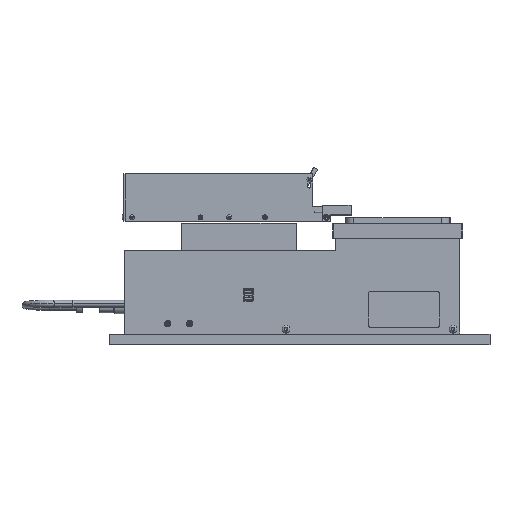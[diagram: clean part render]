
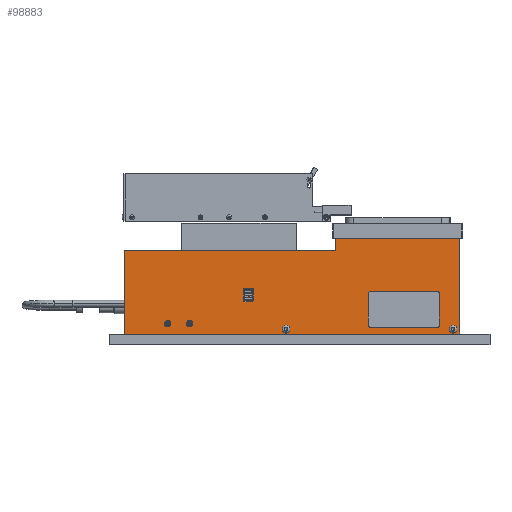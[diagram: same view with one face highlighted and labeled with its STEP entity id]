
A CAD part, front view. The second image highlights one B-rep face of the part: STEP entity #98883.
In plain terms, the highlighted face is planar.
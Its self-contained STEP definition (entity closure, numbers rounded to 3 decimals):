
#1743=FACE_BOUND('',#30126,.T.);
#1744=FACE_BOUND('',#30127,.T.);
#1745=FACE_BOUND('',#30128,.T.);
#1746=FACE_BOUND('',#30129,.T.);
#1747=FACE_BOUND('',#30130,.T.);
#4623=LINE('',#146985,#14400);
#4637=LINE('',#147040,#14414);
#4643=LINE('',#147055,#14420);
#4647=LINE('',#147067,#14424);
#4650=LINE('',#147076,#14427);
#4697=LINE('',#147228,#14474);
#4702=LINE('',#147237,#14479);
#4706=LINE('',#147243,#14483);
#4707=LINE('',#147246,#14484);
#4716=LINE('',#147264,#14493);
#14400=VECTOR('',#118568,10.);
#14414=VECTOR('',#118612,10.);
#14420=VECTOR('',#118626,10.);
#14424=VECTOR('',#118638,10.);
#14427=VECTOR('',#118649,10.);
#14474=VECTOR('',#118816,10.);
#14479=VECTOR('',#118823,10.);
#14483=VECTOR('',#118829,10.);
#14484=VECTOR('',#118832,10.);
#14493=VECTOR('',#118855,10.);
#24748=FACE_OUTER_BOUND('',#30125,.T.);
#30125=EDGE_LOOP('',(#68539,#68540,#68541,#68542,#68543,#68544));
#30126=EDGE_LOOP('',(#68545,#68546,#68547,#68548,#68549,#68550,#68551,#68552));
#30127=EDGE_LOOP('',(#68553));
#30128=EDGE_LOOP('',(#68554));
#30129=EDGE_LOOP('',(#68555));
#30130=EDGE_LOOP('',(#68556));
#35884=CIRCLE('',#105657,1.);
#35886=CIRCLE('',#105661,1.);
#35888=CIRCLE('',#105665,1.);
#35890=CIRCLE('',#105669,1.);
#35893=CIRCLE('',#105674,1.7);
#35898=CIRCLE('',#105681,1.7);
#35915=CIRCLE('',#105724,2.375);
#35919=CIRCLE('',#105730,2.375);
#40271=VERTEX_POINT('',#146982);
#40272=VERTEX_POINT('',#146984);
#40294=VERTEX_POINT('',#147030);
#40295=VERTEX_POINT('',#147031);
#40298=VERTEX_POINT('',#147039);
#40300=VERTEX_POINT('',#147045);
#40301=VERTEX_POINT('',#147046);
#40304=VERTEX_POINT('',#147057);
#40305=VERTEX_POINT('',#147058);
#40308=VERTEX_POINT('',#147069);
#40311=VERTEX_POINT('',#147080);
#40316=VERTEX_POINT('',#147094);
#40347=VERTEX_POINT('',#147208);
#40351=VERTEX_POINT('',#147220);
#40352=VERTEX_POINT('',#147224);
#40354=VERTEX_POINT('',#147227);
#40356=VERTEX_POINT('',#147233);
#40359=VERTEX_POINT('',#147245);
#50768=EDGE_CURVE('',#40271,#40272,#4623,.T.);
#50791=EDGE_CURVE('',#40294,#40295,#35884,.T.);
#50795=EDGE_CURVE('',#40298,#40295,#4637,.T.);
#50798=EDGE_CURVE('',#40300,#40301,#35886,.T.);
#50803=EDGE_CURVE('',#40294,#40301,#4643,.T.);
#50804=EDGE_CURVE('',#40304,#40305,#35888,.T.);
#50809=EDGE_CURVE('',#40300,#40305,#4647,.T.);
#50810=EDGE_CURVE('',#40298,#40308,#35890,.T.);
#50814=EDGE_CURVE('',#40304,#40308,#4650,.T.);
#50817=EDGE_CURVE('',#40311,#40311,#35893,.T.);
#50824=EDGE_CURVE('',#40316,#40316,#35898,.T.);
#50881=EDGE_CURVE('',#40347,#40347,#35915,.T.);
#50887=EDGE_CURVE('',#40351,#40351,#35919,.T.);
#50889=EDGE_CURVE('',#40352,#40354,#4697,.T.);
#50894=EDGE_CURVE('',#40354,#40356,#4702,.T.);
#50898=EDGE_CURVE('',#40272,#40352,#4706,.T.);
#50899=EDGE_CURVE('',#40359,#40356,#4707,.T.);
#50908=EDGE_CURVE('',#40271,#40359,#4716,.T.);
#68539=ORIENTED_EDGE('',*,*,#50908,.T.);
#68540=ORIENTED_EDGE('',*,*,#50899,.T.);
#68541=ORIENTED_EDGE('',*,*,#50894,.F.);
#68542=ORIENTED_EDGE('',*,*,#50889,.F.);
#68543=ORIENTED_EDGE('',*,*,#50898,.F.);
#68544=ORIENTED_EDGE('',*,*,#50768,.F.);
#68545=ORIENTED_EDGE('',*,*,#50803,.T.);
#68546=ORIENTED_EDGE('',*,*,#50798,.F.);
#68547=ORIENTED_EDGE('',*,*,#50809,.T.);
#68548=ORIENTED_EDGE('',*,*,#50804,.F.);
#68549=ORIENTED_EDGE('',*,*,#50814,.T.);
#68550=ORIENTED_EDGE('',*,*,#50810,.F.);
#68551=ORIENTED_EDGE('',*,*,#50795,.T.);
#68552=ORIENTED_EDGE('',*,*,#50791,.F.);
#68553=ORIENTED_EDGE('',*,*,#50817,.T.);
#68554=ORIENTED_EDGE('',*,*,#50824,.T.);
#68555=ORIENTED_EDGE('',*,*,#50881,.T.);
#68556=ORIENTED_EDGE('',*,*,#50887,.T.);
#89726=PLANE('',#105741);
#98883=ADVANCED_FACE('',(#24748,#1743,#1744,#1745,#1746,#1747),#89726,.T.);
#105657=AXIS2_PLACEMENT_3D('',#147032,#118604,#118605);
#105661=AXIS2_PLACEMENT_3D('',#147047,#118617,#118618);
#105665=AXIS2_PLACEMENT_3D('',#147059,#118629,#118630);
#105669=AXIS2_PLACEMENT_3D('',#147070,#118641,#118642);
#105674=AXIS2_PLACEMENT_3D('',#147082,#118655,#118656);
#105681=AXIS2_PLACEMENT_3D('',#147096,#118671,#118672);
#105724=AXIS2_PLACEMENT_3D('',#147210,#118797,#118798);
#105730=AXIS2_PLACEMENT_3D('',#147222,#118811,#118812);
#105741=AXIS2_PLACEMENT_3D('',#147263,#118853,#118854);
#118568=DIRECTION('',(1.,0.,0.));
#118604=DIRECTION('center_axis',(0.,1.,0.));
#118605=DIRECTION('ref_axis',(-0.707,0.,
0.707));
#118612=DIRECTION('',(-1.,0.,0.));
#118617=DIRECTION('center_axis',(0.,1.,0.));
#118618=DIRECTION('ref_axis',(-0.707,0.,-0.707));
#118626=DIRECTION('',(0.,0.,-1.));
#118629=DIRECTION('center_axis',(0.,1.,0.));
#118630=DIRECTION('ref_axis',(0.707,0.,-0.707));
#118638=DIRECTION('',(1.,0.,0.));
#118641=DIRECTION('center_axis',(0.,1.,0.));
#118642=DIRECTION('ref_axis',(0.707,0.,0.707));
#118649=DIRECTION('',(0.,0.,1.));
#118655=DIRECTION('center_axis',(0.,-1.,0.));
#118656=DIRECTION('ref_axis',(-1.,0.,0.));
#118671=DIRECTION('center_axis',(0.,-1.,0.));
#118672=DIRECTION('ref_axis',(-1.,0.,0.));
#118797=DIRECTION('center_axis',(0.,-1.,0.));
#118798=DIRECTION('ref_axis',(-1.,0.,0.));
#118811=DIRECTION('center_axis',(0.,-1.,0.));
#118812=DIRECTION('ref_axis',(-1.,0.,0.));
#118816=DIRECTION('',(1.,0.,0.));
#118823=DIRECTION('',(0.,0.,1.));
#118829=DIRECTION('',(0.,0.,1.));
#118832=DIRECTION('',(1.,0.,0.));
#118853=DIRECTION('center_axis',(0.,1.,0.));
#118854=DIRECTION('ref_axis',(0.,0.,
1.));
#118855=DIRECTION('',(0.,0.,1.));
#146982=CARTESIAN_POINT('',(-16.969,-323.751,-181.154));
#146984=CARTESIAN_POINT('',(44.031,-323.751,-181.154));
#146985=CARTESIAN_POINT('',(-16.969,-323.751,-181.154));
#147030=CARTESIAN_POINT('',(6.531,-323.751,-88.154));
#147031=CARTESIAN_POINT('',(7.531,-323.751,-87.154));
#147032=CARTESIAN_POINT('Origin',(7.531,-323.751,-88.154));
#147039=CARTESIAN_POINT('',(15.531,-323.751,-87.154));
#147040=CARTESIAN_POINT('',(-0.219,-323.751,-87.154));
#147045=CARTESIAN_POINT('',(7.531,-323.751,-94.154));
#147046=CARTESIAN_POINT('',(6.531,-323.751,-93.154));
#147047=CARTESIAN_POINT('Origin',(7.531,-323.751,-93.154));
#147055=CARTESIAN_POINT('',(6.531,-323.751,-134.154));
#147057=CARTESIAN_POINT('',(16.531,-323.751,-93.154));
#147058=CARTESIAN_POINT('',(15.531,-323.751,-94.154));
#147059=CARTESIAN_POINT('Origin',(15.531,-323.751,-93.154));
#147067=CARTESIAN_POINT('',(-5.219,-323.751,-94.154));
#147069=CARTESIAN_POINT('',(16.531,-323.751,-88.154));
#147070=CARTESIAN_POINT('Origin',(15.531,-323.751,-88.154));
#147076=CARTESIAN_POINT('',(16.531,-323.751,-137.654));
#147080=CARTESIAN_POINT('',(-11.769,-323.751,-63.154));
#147082=CARTESIAN_POINT('Origin',(-13.469,-323.751,-63.154));
#147094=CARTESIAN_POINT('',(-11.769,-323.751,58.846));
#147096=CARTESIAN_POINT('Origin',(-13.469,-323.751,58.846));
#147208=CARTESIAN_POINT('',(-7.094,-323.751,-149.654));
#147210=CARTESIAN_POINT('Origin',(-9.469,-323.751,-149.654));
#147220=CARTESIAN_POINT('',(-7.094,-323.751,-133.654));
#147222=CARTESIAN_POINT('Origin',(-9.469,-323.751,-133.654));
#147224=CARTESIAN_POINT('',(44.031,-323.751,-27.154));
#147227=CARTESIAN_POINT('',(53.531,-323.751,-27.154));
#147228=CARTESIAN_POINT('',(44.031,-323.751,-27.154));
#147233=CARTESIAN_POINT('',(53.531,-323.751,63.846));
#147237=CARTESIAN_POINT('',(53.531,-323.751,-181.154));
#147243=CARTESIAN_POINT('',(44.031,-323.751,-181.154));
#147245=CARTESIAN_POINT('',(-16.969,-323.751,63.846));
#147246=CARTESIAN_POINT('',(-16.969,-323.751,63.846));
#147263=CARTESIAN_POINT('Origin',(-16.969,-323.751,-181.154));
#147264=CARTESIAN_POINT('',(-16.969,-323.751,-181.154));
